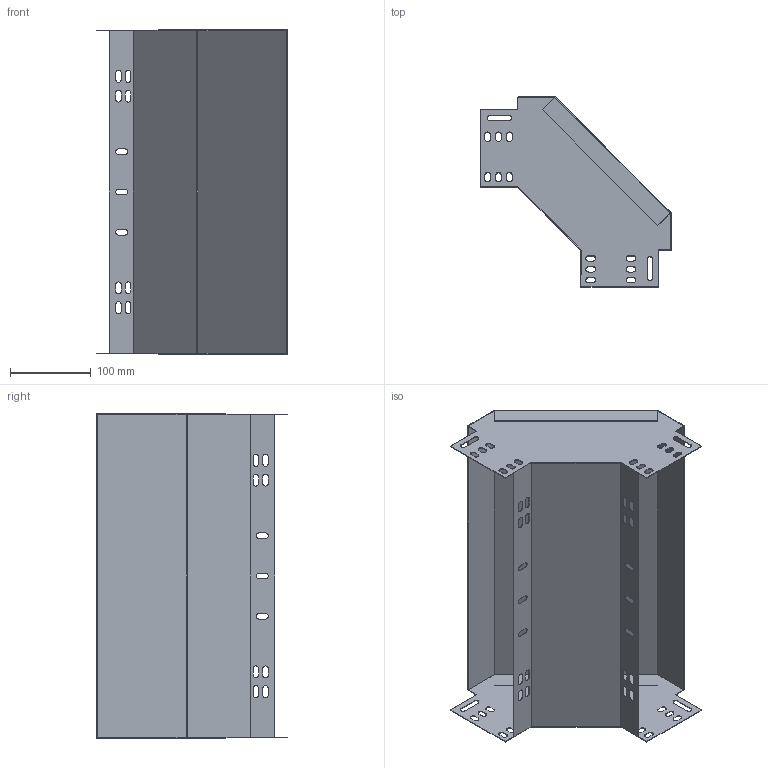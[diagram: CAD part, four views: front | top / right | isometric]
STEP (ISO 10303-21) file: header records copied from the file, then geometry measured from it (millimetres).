
FILE_DESCRIPTION (( 'STEP AP203' ), '1' );
FILE_NAME ('CLP1N-110-400-1 Ïîâîðîò íà 90 ãð. âåðòèêàëüíûé âíåøíèé 110õ400 ìì..STEP', '2016-03-17T08:14:58', ( '' ), ( '' ), 'SwSTEP 2.0', 'SolidWorks 2014', '' );
FILE_SCHEMA (( 'CONFIG_CONTROL_DESIGN' ));
Length unit declared in the file: millimetre
Products named in the file (1): CLP1N-110-400-1 Ïîâîðîò íà 90 ãð. âåðòèêàëüíûé âíåøíèé 110õ400 ìì.
Bounding box: 236.27 x 236.27 x 403.2 mm (x, y, z)
Volume: 203647 mm3; surface area: 513467 mm2
Topology: 2 solids, 2 shells, 266 faces, 766 edges, 504 vertices
Faces by surface type: plane 164, cylinder 102
Entity records: 8989 total; most frequent: CARTESIAN_POINT 1537, ORIENTED_EDGE 1532, DIRECTION 1504, EDGE_CURVE 766, VECTOR 562, LINE 562, VERTEX_POINT 504, AXIS2_PLACEMENT_3D 471
